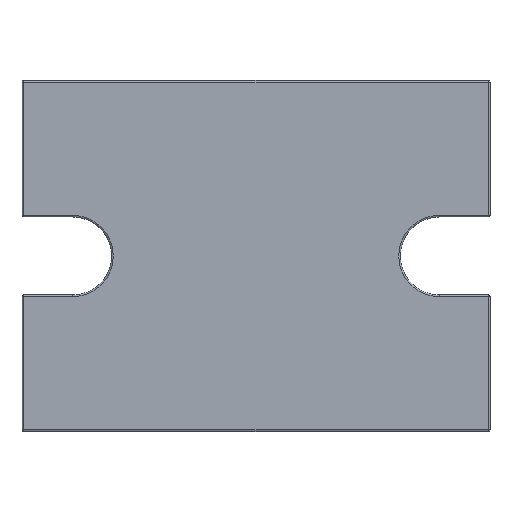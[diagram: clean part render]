
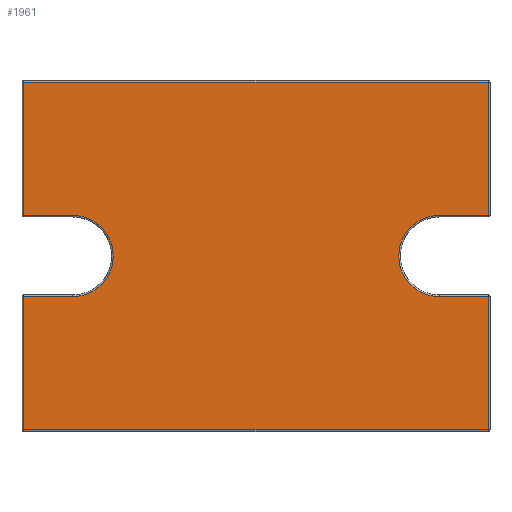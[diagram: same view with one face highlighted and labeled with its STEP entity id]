
A CAD part, front view. The second image highlights one B-rep face of the part: STEP entity #1961.
In plain terms, the highlighted planar face has unit normal (0, -1, 0).
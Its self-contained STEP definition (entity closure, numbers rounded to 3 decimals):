
#33=PLANE('',#2228);
#274=FACE_OUTER_BOUND('',#406,.T.);
#406=EDGE_LOOP('',(#1707,#1708,#1709,#1710,#1711,#1712,#1713,#1714,#1715,
#1716,#1717,#1718));
#457=LINE('',#3072,#617);
#459=LINE('',#3082,#619);
#475=LINE('',#3188,#635);
#477=LINE('',#3191,#637);
#509=LINE('',#3288,#669);
#510=LINE('',#3293,#670);
#512=LINE('',#3302,#672);
#518=LINE('',#3314,#678);
#520=LINE('',#3323,#680);
#523=LINE('',#3327,#683);
#617=VECTOR('',#2423,10.);
#619=VECTOR('',#2435,10.);
#635=VECTOR('',#2555,10.);
#637=VECTOR('',#2559,10.);
#669=VECTOR('',#2673,10.);
#670=VECTOR('',#2678,10.);
#672=VECTOR('',#2690,10.);
#678=VECTOR('',#2704,10.);
#680=VECTOR('',#2716,10.);
#683=VECTOR('',#2721,10.);
#844=CIRCLE('',#2179,5.2);
#848=CIRCLE('',#2188,5.2);
#897=VERTEX_POINT('',#3034);
#910=VERTEX_POINT('',#3067);
#911=VERTEX_POINT('',#3074);
#923=VERTEX_POINT('',#3108);
#926=VERTEX_POINT('',#3115);
#935=VERTEX_POINT('',#3143);
#940=VERTEX_POINT('',#3153);
#951=VERTEX_POINT('',#3183);
#977=VERTEX_POINT('',#3291);
#979=VERTEX_POINT('',#3297);
#981=VERTEX_POINT('',#3312);
#983=VERTEX_POINT('',#3318);
#1079=EDGE_CURVE('',#897,#910,#457,.T.);
#1084=EDGE_CURVE('',#911,#897,#459,.T.);
#1134=EDGE_CURVE('',#935,#951,#475,.T.);
#1136=EDGE_CURVE('',#951,#940,#477,.T.);
#1188=EDGE_CURVE('',#940,#926,#509,.T.);
#1190=EDGE_CURVE('',#977,#935,#510,.T.);
#1193=EDGE_CURVE('',#979,#977,#844,.T.);
#1195=EDGE_CURVE('',#923,#979,#512,.T.);
#1202=EDGE_CURVE('',#981,#911,#518,.T.);
#1205=EDGE_CURVE('',#983,#981,#848,.T.);
#1207=EDGE_CURVE('',#926,#983,#520,.T.);
#1210=EDGE_CURVE('',#910,#923,#523,.T.);
#1707=ORIENTED_EDGE('',*,*,#1134,.F.);
#1708=ORIENTED_EDGE('',*,*,#1190,.F.);
#1709=ORIENTED_EDGE('',*,*,#1193,.F.);
#1710=ORIENTED_EDGE('',*,*,#1195,.F.);
#1711=ORIENTED_EDGE('',*,*,#1210,.F.);
#1712=ORIENTED_EDGE('',*,*,#1079,.F.);
#1713=ORIENTED_EDGE('',*,*,#1084,.F.);
#1714=ORIENTED_EDGE('',*,*,#1202,.F.);
#1715=ORIENTED_EDGE('',*,*,#1205,.F.);
#1716=ORIENTED_EDGE('',*,*,#1207,.F.);
#1717=ORIENTED_EDGE('',*,*,#1188,.F.);
#1718=ORIENTED_EDGE('',*,*,#1136,.F.);
#1961=ADVANCED_FACE('',(#274),#33,.F.);
#2179=AXIS2_PLACEMENT_3D('',#3299,#2684,#2685);
#2188=AXIS2_PLACEMENT_3D('',#3320,#2710,#2711);
#2228=AXIS2_PLACEMENT_3D('',#3428,#2844,#2845);
#2423=DIRECTION('',(1.,0.,0.));
#2435=DIRECTION('',(0.,0.,1.));
#2555=DIRECTION('',(0.,0.,-1.));
#2559=DIRECTION('',(-1.,0.,0.));
#2673=DIRECTION('',(0.,0.,1.));
#2678=DIRECTION('',(1.,0.,0.));
#2684=DIRECTION('center_axis',(0.,-1.,0.));
#2685=DIRECTION('ref_axis',(-1.,0.,0.));
#2690=DIRECTION('',(-1.,0.,0.));
#2704=DIRECTION('',(-1.,0.,0.));
#2710=DIRECTION('center_axis',(0.,-1.,0.));
#2711=DIRECTION('ref_axis',(1.,0.,0.));
#2716=DIRECTION('',(1.,0.,0.));
#2721=DIRECTION('',(0.,0.,-1.));
#2844=DIRECTION('center_axis',(0.,1.,0.));
#2845=DIRECTION('ref_axis',(0.,0.,1.));
#3034=CARTESIAN_POINT('',(-59.8,0.,22.3));
#3067=CARTESIAN_POINT('',(-0.2,0.,22.3));
#3072=CARTESIAN_POINT('',(-45.,0.,22.3));
#3074=CARTESIAN_POINT('',(-59.8,0.,5.2));
#3082=CARTESIAN_POINT('',(-59.8,0.,-11.25));
#3108=CARTESIAN_POINT('',(-0.2,0.,5.2));
#3115=CARTESIAN_POINT('',(-59.8,0.,-5.2));
#3143=CARTESIAN_POINT('',(-0.2,0.,-5.2));
#3153=CARTESIAN_POINT('',(-59.8,0.,-22.3));
#3183=CARTESIAN_POINT('',(-0.2,0.,-22.3));
#3188=CARTESIAN_POINT('',(-0.2,0.,0.));
#3191=CARTESIAN_POINT('',(-15.,0.,-22.3));
#3288=CARTESIAN_POINT('',(-59.8,0.,-11.25));
#3291=CARTESIAN_POINT('',(-6.5,0.,-5.2));
#3293=CARTESIAN_POINT('',(-18.25,0.,-5.2));
#3297=CARTESIAN_POINT('',(-6.5,0.,5.2));
#3299=CARTESIAN_POINT('Origin',(-6.5,0.,0.));
#3302=CARTESIAN_POINT('',(-15.,0.,5.2));
#3312=CARTESIAN_POINT('',(-53.5,0.,5.2));
#3314=CARTESIAN_POINT('',(-41.75,0.,5.2));
#3318=CARTESIAN_POINT('',(-53.5,0.,-5.2));
#3320=CARTESIAN_POINT('Origin',(-53.5,0.,0.));
#3323=CARTESIAN_POINT('',(-45.,0.,-5.2));
#3327=CARTESIAN_POINT('',(-0.2,0.,0.));
#3428=CARTESIAN_POINT('Origin',(-30.,0.,0.));
